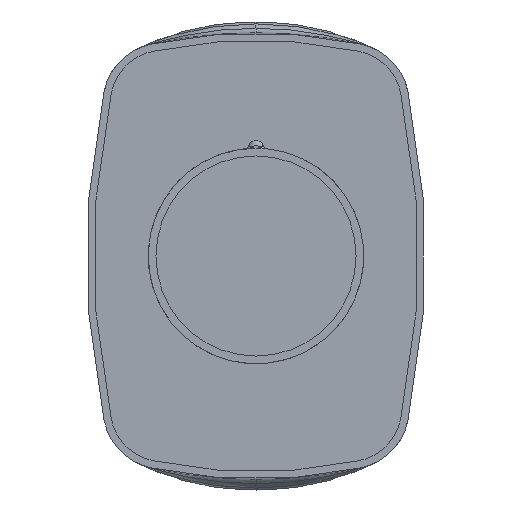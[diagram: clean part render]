
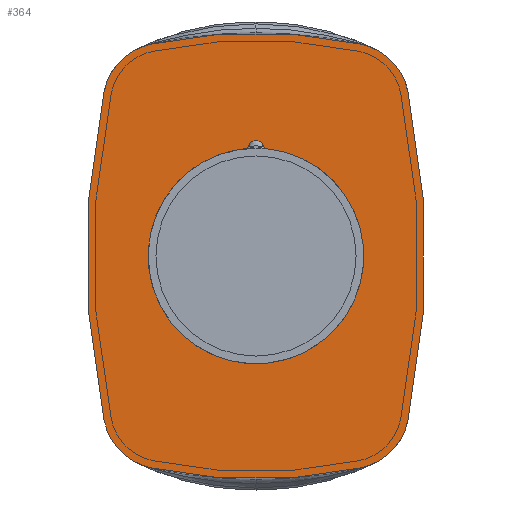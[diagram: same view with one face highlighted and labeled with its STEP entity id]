
A CAD part, left-side view. The second image highlights one B-rep face of the part: STEP entity #364.
In plain terms, the highlighted planar face has unit normal (-1, 0, 0).
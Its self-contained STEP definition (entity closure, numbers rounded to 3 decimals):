
#364=ADVANCED_FACE('Hauptk_rper ( *SOL1849 - wsp *MASTER -  )',(#839,#840),#841,.T.);
#839=FACE_BOUND('',#2837,.T.);
#840=FACE_OUTER_BOUND('',#2838,.T.);
#841=PLANE('',#2839);
#2837=EDGE_LOOP('',(#5898,#5899,#5900,#5901));
#2838=EDGE_LOOP('',(#5902,#5903,#5904,#5905,#5906,#5907,#5908,#5909));
#2839=AXIS2_PLACEMENT_3D('',#5910,#5911,#5912);
#5898=ORIENTED_EDGE('',*,*,#6715,.F.);
#5899=ORIENTED_EDGE('',*,*,#6751,.T.);
#5900=ORIENTED_EDGE('',*,*,#6754,.F.);
#5901=ORIENTED_EDGE('',*,*,#6748,.T.);
#5902=ORIENTED_EDGE('',*,*,#6950,.T.);
#5903=ORIENTED_EDGE('',*,*,#6951,.T.);
#5904=ORIENTED_EDGE('',*,*,#6670,.T.);
#5905=ORIENTED_EDGE('',*,*,#6952,.T.);
#5906=ORIENTED_EDGE('',*,*,#6953,.T.);
#5907=ORIENTED_EDGE('',*,*,#6700,.T.);
#5908=ORIENTED_EDGE('',*,*,#6675,.T.);
#5909=ORIENTED_EDGE('',*,*,#6954,.F.);
#5910=CARTESIAN_POINT('',(49.7,0.0,0.3));
#5911=DIRECTION('',(-1.0,0.0,0.));
#5912=DIRECTION('',(0.0,-1.0,0.0));
#6670=EDGE_CURVE('',#7329,#7331,#7333,.T.);
#6675=EDGE_CURVE('',#7335,#7340,#7342,.T.);
#6700=EDGE_CURVE('',#7344,#7335,#7389,.T.);
#6715=EDGE_CURVE('',#7410,#7412,#7413,.T.);
#6748=EDGE_CURVE('',#7459,#7412,#7461,.T.);
#6751=EDGE_CURVE('',#7410,#7463,#7465,.T.);
#6754=EDGE_CURVE('',#7459,#7463,#7468,.T.);
#6950=EDGE_CURVE('',#7759,#7760,#7761,.T.);
#6951=EDGE_CURVE('',#7760,#7329,#7762,.T.);
#6952=EDGE_CURVE('',#7331,#7763,#7764,.T.);
#6953=EDGE_CURVE('',#7763,#7344,#7765,.T.);
#6954=EDGE_CURVE('',#7759,#7340,#7766,.T.);
#7329=VERTEX_POINT('',#8538);
#7331=VERTEX_POINT('',#8541);
#7333=CIRCLE('',#8544,51.0);
#7335=VERTEX_POINT('',#8546);
#7340=VERTEX_POINT('',#8557);
#7342=CIRCLE('',#8560,51.0);
#7344=VERTEX_POINT('',#8562);
#7389=CIRCLE('',#8636,4.0);
#7410=VERTEX_POINT('',#8697);
#7412=VERTEX_POINT('',#8700);
#7413=CIRCLE('',#8701,7.0);
#7459=VERTEX_POINT('',#8778);
#7461=CIRCLE('',#8781,0.3);
#7463=VERTEX_POINT('',#8783);
#7465=CIRCLE('',#8786,0.3);
#7468=CIRCLE('',#8789,0.5);
#7759=VERTEX_POINT('',#9542);
#7760=VERTEX_POINT('',#9543);
#7761=CIRCLE('',#9544,32.0);
#7762=CIRCLE('',#9545,4.0);
#7763=VERTEX_POINT('',#9546);
#7764=CIRCLE('',#9547,4.0);
#7765=CIRCLE('',#9548,32.0);
#7766=CIRCLE('',#9549,4.0);
#8538=CARTESIAN_POINT('',(49.7,9.87,10.998));
#8541=CARTESIAN_POINT('',(49.7,9.87,-10.398));
#8544=AXIS2_PLACEMENT_3D('',#10488,#10489,#10490);
#8546=CARTESIAN_POINT('',(49.7,-9.87,-10.398));
#8557=CARTESIAN_POINT('',(49.7,-9.87,10.998));
#8560=AXIS2_PLACEMENT_3D('',#10493,#10494,#10495);
#8562=CARTESIAN_POINT('',(49.7,-6.81,-13.467));
#8636=AXIS2_PLACEMENT_3D('',#10522,#10523,#10524);
#8697=CARTESIAN_POINT('',(49.7,0.725,7.262));
#8700=CARTESIAN_POINT('',(49.7,-0.725,7.262));
#8701=AXIS2_PLACEMENT_3D('',#10532,#10533,#10534);
#8778=CARTESIAN_POINT('',(49.7,-0.473,7.463));
#8781=AXIS2_PLACEMENT_3D('',#10585,#10586,#10587);
#8783=CARTESIAN_POINT('',(49.7,0.473,7.463));
#8786=AXIS2_PLACEMENT_3D('',#10589,#10590,#10591);
#8789=AXIS2_PLACEMENT_3D('',#10595,#10596,#10597);
#9542=CARTESIAN_POINT('',(49.7,-6.81,14.067));
#9543=CARTESIAN_POINT('',(49.7,6.81,14.067));
#9544=AXIS2_PLACEMENT_3D('',#10696,#10697,#10698);
#9545=AXIS2_PLACEMENT_3D('',#10699,#10700,#10701);
#9546=CARTESIAN_POINT('',(49.7,6.81,-13.467));
#9547=AXIS2_PLACEMENT_3D('',#10702,#10703,#10704);
#9548=AXIS2_PLACEMENT_3D('',#10705,#10706,#10707);
#9549=AXIS2_PLACEMENT_3D('',#10708,#10709,#10710);
#10488=CARTESIAN_POINT('',(49.7,-39.996,0.3));
#10489=DIRECTION('',(-1.0,0.0,0.));
#10490=DIRECTION('',(0.,0.0,-1.0));
#10493=CARTESIAN_POINT('',(49.7,39.996,0.3));
#10494=DIRECTION('',(-1.0,0.0,0.));
#10495=DIRECTION('',(0.,0.0,-1.0));
#10522=CARTESIAN_POINT('',(49.7,-5.959,-9.559));
#10523=DIRECTION('',(-1.0,0.0,0.));
#10524=DIRECTION('',(0.,0.0,-1.0));
#10532=CARTESIAN_POINT('',(49.7,0.0,0.3));
#10533=DIRECTION('',(-1.0,0.0,0.));
#10534=DIRECTION('',(0.,0.0,1.0));
#10585=CARTESIAN_POINT('',(49.7,-0.756,7.561));
#10586=DIRECTION('',(-1.0,0.0,0.));
#10587=DIRECTION('',(0.,0.0,1.0));
#10589=CARTESIAN_POINT('',(49.7,0.756,7.561));
#10590=DIRECTION('',(-1.0,0.0,0.));
#10591=DIRECTION('',(0.,0.0,1.0));
#10595=CARTESIAN_POINT('',(49.7,0.,7.3));
#10596=DIRECTION('',(-1.0,0.,0.));
#10597=DIRECTION('',(0.,0.,-1.0));
#10696=CARTESIAN_POINT('',(49.7,0.,-17.2));
#10697=DIRECTION('',(-1.0,0.0,0.));
#10698=DIRECTION('',(0.,0.0,-1.0));
#10699=CARTESIAN_POINT('',(49.7,5.959,10.159));
#10700=DIRECTION('',(-1.0,0.0,0.));
#10701=DIRECTION('',(0.,0.0,-1.0));
#10702=CARTESIAN_POINT('',(49.7,5.959,-9.559));
#10703=DIRECTION('',(-1.0,0.0,0.));
#10704=DIRECTION('',(0.,0.0,-1.0));
#10705=CARTESIAN_POINT('',(49.7,0.,17.8));
#10706=DIRECTION('',(-1.0,0.0,0.));
#10707=DIRECTION('',(0.,0.0,-1.0));
#10708=CARTESIAN_POINT('',(49.7,-5.959,10.159));
#10709=DIRECTION('',(1.0,0.0,0.));
#10710=DIRECTION('',(0.,0.0,-1.0));
